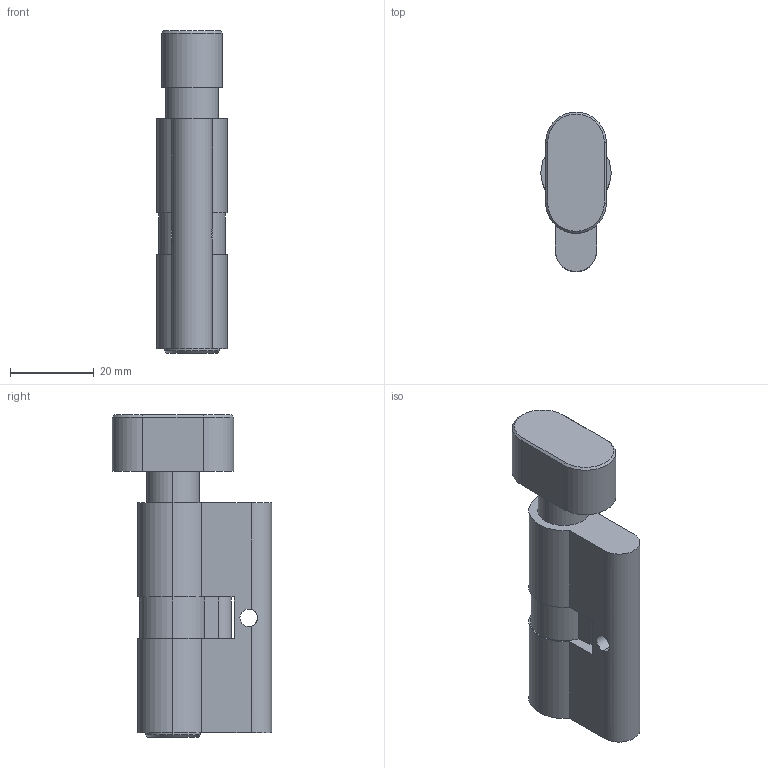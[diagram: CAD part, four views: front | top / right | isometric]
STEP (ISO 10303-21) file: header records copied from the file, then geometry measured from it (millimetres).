
FILE_DESCRIPTION (( 'STEP AP203' ), '1' );
FILE_NAME ('B1_19N_55.STEP', '2022-07-22T05:34:27', ( '' ), ( '' ), 'SwSTEP 2.0', 'SolidWorks 2019', '' );
FILE_SCHEMA (( 'CONFIG_CONTROL_DESIGN' ));
Length unit declared in the file: millimetre
Products named in the file (1): B1_19N_55
Bounding box: 16.8 x 38.1 x 77 mm (x, y, z)
Volume: 25358.9 mm3; surface area: 7735.5 mm2
Topology: 1 solids, 1 shells, 66 faces, 172 edges, 110 vertices
Faces by surface type: plane 30, cylinder 23, cone 13
Entity records: 2181 total; most frequent: CARTESIAN_POINT 459, DIRECTION 346, ORIENTED_EDGE 344, EDGE_CURVE 172, AXIS2_PLACEMENT_3D 125, VERTEX_POINT 110, LINE 96, VECTOR 96
